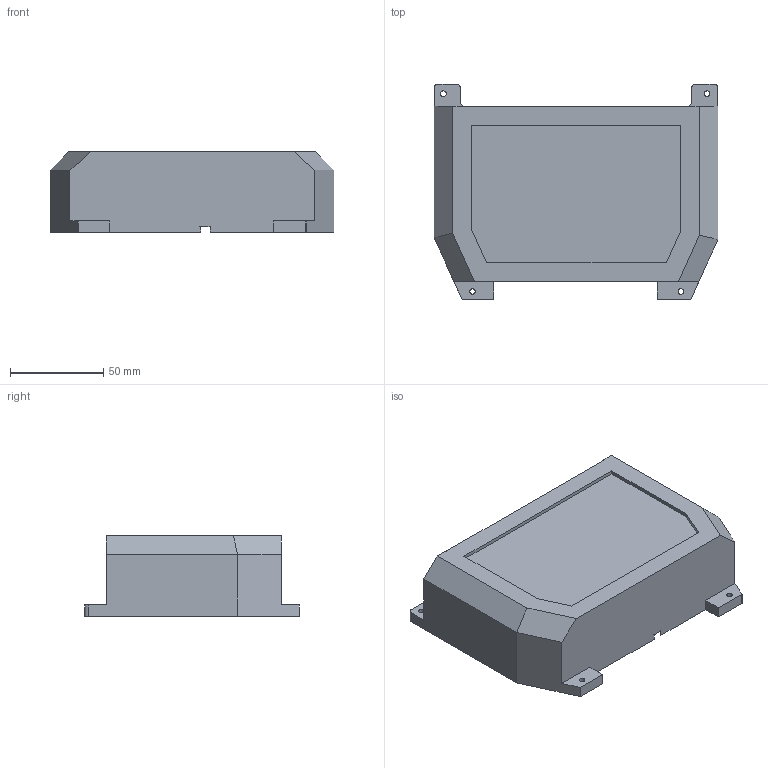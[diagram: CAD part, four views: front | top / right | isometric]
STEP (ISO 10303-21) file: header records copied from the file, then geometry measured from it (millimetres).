
FILE_DESCRIPTION (( 'STEP AP214' ), '1' );
FILE_NAME ('綴裔悵誘褲.STEP', '2025-03-27T17:07:04', ( '' ), ( '' ), 'SwSTEP 2.0', 'SolidWorks 2020', '' );
FILE_SCHEMA (( 'AUTOMOTIVE_DESIGN' ));
Length unit declared in the file: millimetre
Products named in the file (1): 綴裔悵誘褲
Bounding box: 151.86 x 114.99 x 43 mm (x, y, z)
Volume: 192245.1 mm3; surface area: 57075.7 mm2
Topology: 1 solids, 1 shells, 89 faces, 238 edges, 158 vertices
Faces by surface type: plane 52, cylinder 37
Entity records: 2842 total; most frequent: DIRECTION 494, CARTESIAN_POINT 486, ORIENTED_EDGE 476, EDGE_CURVE 238, AXIS2_PLACEMENT_3D 166, LINE 162, VECTOR 162, VERTEX_POINT 158
